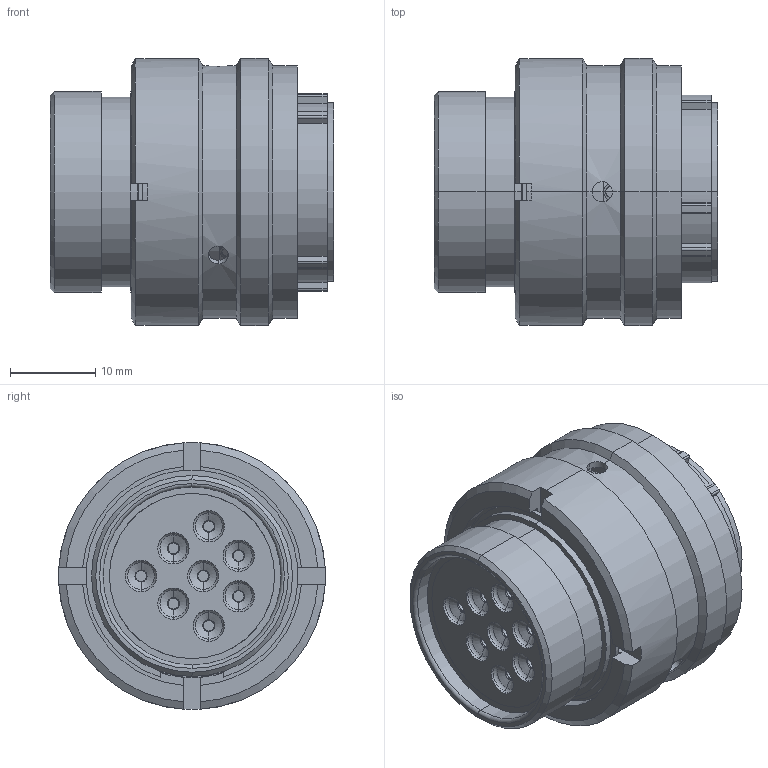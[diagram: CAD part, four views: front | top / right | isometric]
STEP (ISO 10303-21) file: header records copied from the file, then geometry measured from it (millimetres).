
FILE_DESCRIPTION (( 'STEP AP214' ), '1' );
FILE_NAME ('AS616-08PD.STEP', '2019-09-10T13:21:48', ( 'TE Connectivity' ), ( 'TE Connectivity' ), 'SwSTEP 2.0', 'SolidWorks 2016', '' );
FILE_SCHEMA (( 'AUTOMOTIVE_DESIGN' ));
Length unit declared in the file: millimetre
Products named in the file (1): AS616-08PD
Bounding box: 33.37 x 31.4 x 31.4 mm (x, y, z)
Volume: 11601.3 mm3; surface area: 14606.6 mm2
Topology: 24 solids, 24 shells, 1016 faces, 2556 edges, 1623 vertices
Faces by surface type: plane 386, cylinder 355, torus 182, cone 76, bspline 9, sphere 8
Entity records: 47972 total; most frequent: CARTESIAN_POINT 13700, ORIENTED_EDGE 5070, DIRECTION 4410, EDGE_CURVE 2535, AXIS2_PLACEMENT_3D 1885, VERTEX_POINT 1610, EDGE_LOOP 1113, UNCERTAINTY_MEASURE_WITH_UNIT 1038
